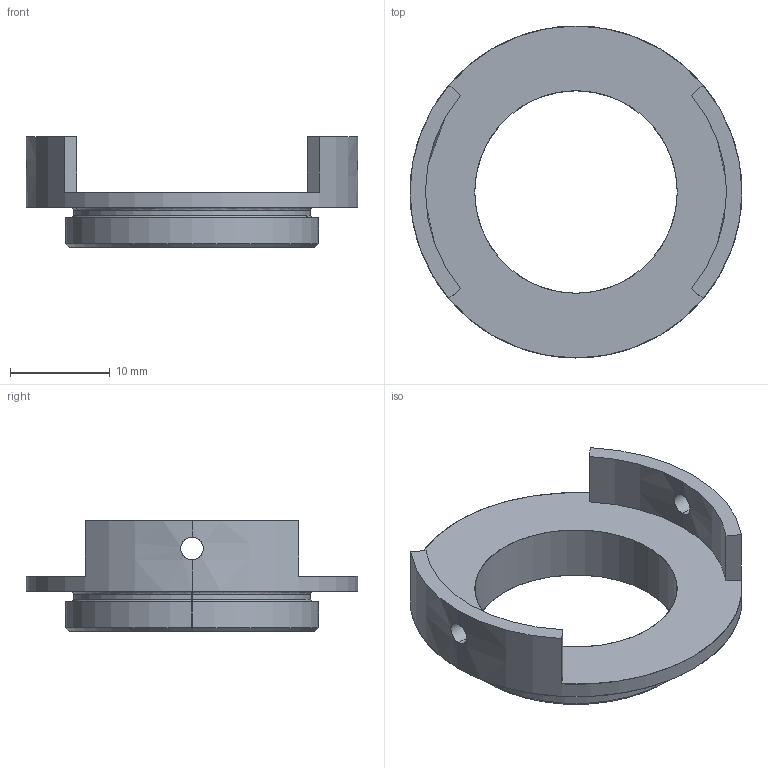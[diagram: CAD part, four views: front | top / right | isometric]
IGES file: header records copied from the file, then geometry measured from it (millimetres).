
Start section: SolidWorks IGES file using analytic representation for surfaces
Global section: file name: D1100556-v2_aLIGO_AOS_Iris Diaphragm Mount.IGS; native system: SolidWorks 2012; preprocessor: SolidWorks 2012; author: tnguyen; date: 120717.061827; units: inch
Bounding box: 33.32 x 33.32 x 11.11 mm (x, y, z)
Surface area: 2548.1 mm2 (no closed solid volume)
Topology: 0 solids, 0 shells, 31 faces, 642 edges, 642 vertices
Faces by surface type: revolution 17, bspline 14
